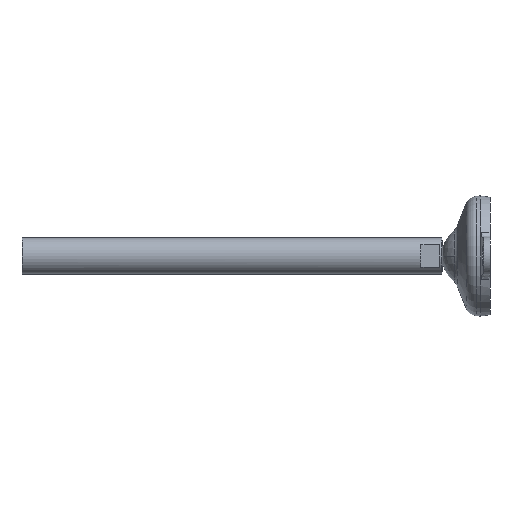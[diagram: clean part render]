
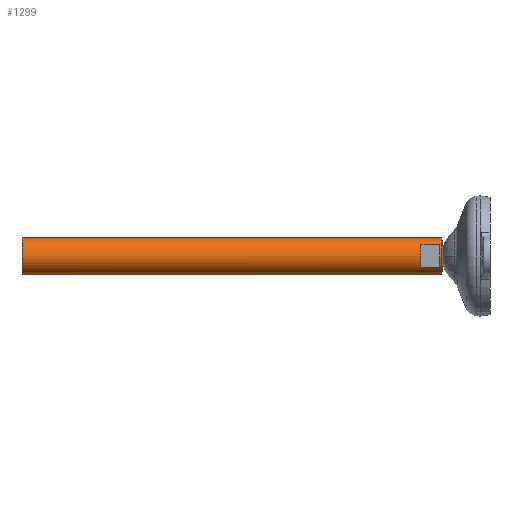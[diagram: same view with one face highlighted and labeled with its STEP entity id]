
A CAD part, left-side view. The second image highlights one B-rep face of the part: STEP entity #1299.
In plain terms, the highlighted cylindrical face has radius 12 mm (diameter 24 mm), a partial arc.
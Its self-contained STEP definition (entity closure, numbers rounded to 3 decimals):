
#20 = VERTEX_POINT ( 'NONE', #1495 ) ;
#102 = CARTESIAN_POINT ( 'NONE',  ( 0., 0., 12. ) ) ;
#105 = VECTOR ( 'NONE', #868, 1000. ) ;
#107 = CYLINDRICAL_SURFACE ( 'NONE', #1494, 12. ) ;
#123 = ORIENTED_EDGE ( 'NONE', *, *, #1533, .T. ) ;
#131 = EDGE_CURVE ( 'NONE', #596, #20, #228, .T. ) ;
#144 = VERTEX_POINT ( 'NONE', #206 ) ;
#206 = CARTESIAN_POINT ( 'NONE',  ( 0., 32., -12. ) ) ;
#212 = LINE ( 'NONE', #102, #543 ) ;
#228 = CIRCLE ( 'NONE', #601, 12. ) ;
#241 = VERTEX_POINT ( 'NONE', #508 ) ;
#268 = LINE ( 'NONE', #748, #105 ) ;
#275 = VECTOR ( 'NONE', #1271, 1000. ) ;
#278 = AXIS2_PLACEMENT_3D ( 'NONE', #1107, #294, #1472 ) ;
#294 = DIRECTION ( 'NONE',  ( 0., -1., 0. ) ) ;
#300 = CARTESIAN_POINT ( 'NONE',  ( 0., 32., 0. ) ) ;
#305 = EDGE_CURVE ( 'NONE', #1489, #1009, #1493, .T. ) ;
#338 = ORIENTED_EDGE ( 'NONE', *, *, #380, .F. ) ;
#345 = CIRCLE ( 'NONE', #751, 12. ) ;
#354 = ORIENTED_EDGE ( 'NONE', *, *, #1206, .T. ) ;
#368 = AXIS2_PLACEMENT_3D ( 'NONE', #300, #1008, #409 ) ;
#380 = EDGE_CURVE ( 'NONE', #483, #144, #413, .T. ) ;
#409 = DIRECTION ( 'NONE',  ( 0., 0., -1. ) ) ;
#413 = CIRCLE ( 'NONE', #368, 12. ) ;
#420 = DIRECTION ( 'NONE',  ( 0., -1., 0. ) ) ;
#433 = EDGE_CURVE ( 'NONE', #596, #483, #212, .T. ) ;
#446 = DIRECTION ( 'NONE',  ( 0., 0., 1. ) ) ;
#449 = EDGE_CURVE ( 'NONE', #241, #1489, #345, .T. ) ;
#453 = VERTEX_POINT ( 'NONE', #682 ) ;
#483 = VERTEX_POINT ( 'NONE', #1161 ) ;
#508 = CARTESIAN_POINT ( 'NONE',  ( -9.5, 46., -7.331 ) ) ;
#543 = VECTOR ( 'NONE', #1383, 1000. ) ;
#556 = EDGE_LOOP ( 'NONE', ( #1404, #665, #1354, #123 ) ) ;
#596 = VERTEX_POINT ( 'NONE', #962 ) ;
#601 = AXIS2_PLACEMENT_3D ( 'NONE', #677, #1520, #1289 ) ;
#665 = ORIENTED_EDGE ( 'NONE', *, *, #449, .T. ) ;
#677 = CARTESIAN_POINT ( 'NONE',  ( 0., 311.5, 0. ) ) ;
#682 = CARTESIAN_POINT ( 'NONE',  ( -9.5, 33.5, -7.331 ) ) ;
#705 = CARTESIAN_POINT ( 'NONE',  ( 0., 0., 0. ) ) ;
#709 = ORIENTED_EDGE ( 'NONE', *, *, #433, .F. ) ;
#748 = CARTESIAN_POINT ( 'NONE',  ( -9.5, 0., -7.331 ) ) ;
#751 = AXIS2_PLACEMENT_3D ( 'NONE', #1516, #1147, #446 ) ;
#790 = LINE ( 'NONE', #798, #275 ) ;
#798 = CARTESIAN_POINT ( 'NONE',  ( 0., 0., -12. ) ) ;
#868 = DIRECTION ( 'NONE',  ( 0., 1., 0. ) ) ;
#962 = CARTESIAN_POINT ( 'NONE',  ( 0., 311.5, 12. ) ) ;
#1008 = DIRECTION ( 'NONE',  ( 0., -1., 0. ) ) ;
#1009 = VERTEX_POINT ( 'NONE', #1108 ) ;
#1014 = CARTESIAN_POINT ( 'NONE',  ( -9.5, 0., 7.331 ) ) ;
#1028 = CARTESIAN_POINT ( 'NONE',  ( -9.5, 46., 7.331 ) ) ;
#1059 = EDGE_CURVE ( 'NONE', #453, #241, #268, .T. ) ;
#1063 = DIRECTION ( 'NONE',  ( 0., 0., -1. ) ) ;
#1107 = CARTESIAN_POINT ( 'NONE',  ( 0., 33.5, 0. ) ) ;
#1108 = CARTESIAN_POINT ( 'NONE',  ( -9.5, 33.5, 7.331 ) ) ;
#1147 = DIRECTION ( 'NONE',  ( 0., 1., 0. ) ) ;
#1156 = DIRECTION ( 'NONE',  ( 0., -1., 0. ) ) ;
#1161 = CARTESIAN_POINT ( 'NONE',  ( 0., 32., 12. ) ) ;
#1189 = VECTOR ( 'NONE', #420, 1000. ) ;
#1206 = EDGE_CURVE ( 'NONE', #20, #144, #790, .T. ) ;
#1270 = CIRCLE ( 'NONE', #278, 12. ) ;
#1271 = DIRECTION ( 'NONE',  ( 0., -1., 0. ) ) ;
#1285 = FACE_BOUND ( 'NONE', #556, .T. ) ;
#1289 = DIRECTION ( 'NONE',  ( 0., 0., -1. ) ) ;
#1298 = EDGE_LOOP ( 'NONE', ( #709, #1420, #354, #338 ) ) ;
#1299 = ADVANCED_FACE ( 'NONE', ( #1529, #1285 ), #107, .T. ) ;
#1354 = ORIENTED_EDGE ( 'NONE', *, *, #305, .T. ) ;
#1383 = DIRECTION ( 'NONE',  ( 0., -1., 0. ) ) ;
#1404 = ORIENTED_EDGE ( 'NONE', *, *, #1059, .T. ) ;
#1420 = ORIENTED_EDGE ( 'NONE', *, *, #131, .T. ) ;
#1472 = DIRECTION ( 'NONE',  ( 0., 0., -1. ) ) ;
#1489 = VERTEX_POINT ( 'NONE', #1028 ) ;
#1493 = LINE ( 'NONE', #1014, #1189 ) ;
#1494 = AXIS2_PLACEMENT_3D ( 'NONE', #705, #1156, #1063 ) ;
#1495 = CARTESIAN_POINT ( 'NONE',  ( 0., 311.5, -12. ) ) ;
#1516 = CARTESIAN_POINT ( 'NONE',  ( 0., 46., 0. ) ) ;
#1520 = DIRECTION ( 'NONE',  ( 0., -1., 0. ) ) ;
#1529 = FACE_OUTER_BOUND ( 'NONE', #1298, .T. ) ;
#1533 = EDGE_CURVE ( 'NONE', #1009, #453, #1270, .T. ) ;
